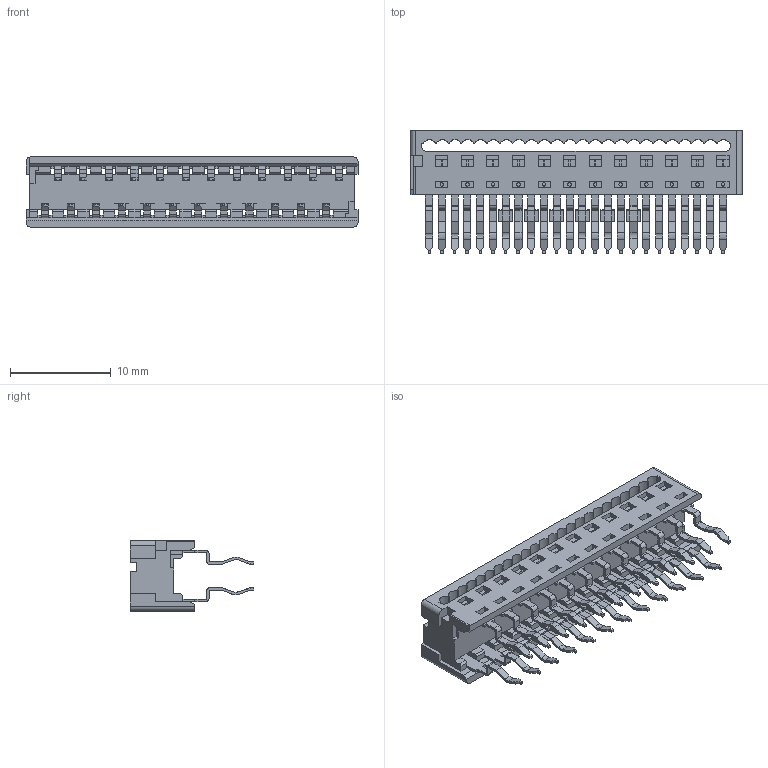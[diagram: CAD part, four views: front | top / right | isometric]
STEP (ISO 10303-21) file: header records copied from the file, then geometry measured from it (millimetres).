
FILE_DESCRIPTION((''),'2;1');
FILE_NAME('915771324','2008-03-17T',('PNB'),(''),'PRO/ENGINEER BY PARAMETRIC TECHNOLOGY CORPORATION, 2003451','PRO/ENGINEER BY PARAMETRIC TECHNOLOGY CORPORATION, 2003451','');
FILE_SCHEMA(('CONFIG_CONTROL_DESIGN'));
Length unit declared in the file: millimetre
Products named in the file (1): 915771324
Bounding box: 32.99 x 12.3 x 7 mm (x, y, z)
Volume: 823.6 mm3; surface area: 2362.2 mm2
Topology: 1 solids, 1 shells, 1650 faces, 4767 edges, 3154 vertices
Faces by surface type: plane 1354, cylinder 296
Entity records: 53588 total; most frequent: CARTESIAN_POINT 9476, ORIENTED_EDGE 9390, DIRECTION 8771, EDGE_CURVE 4695, VECTOR 4065, LINE 4065, VERTEX_POINT 3058, AXIS2_PLACEMENT_3D 2353
